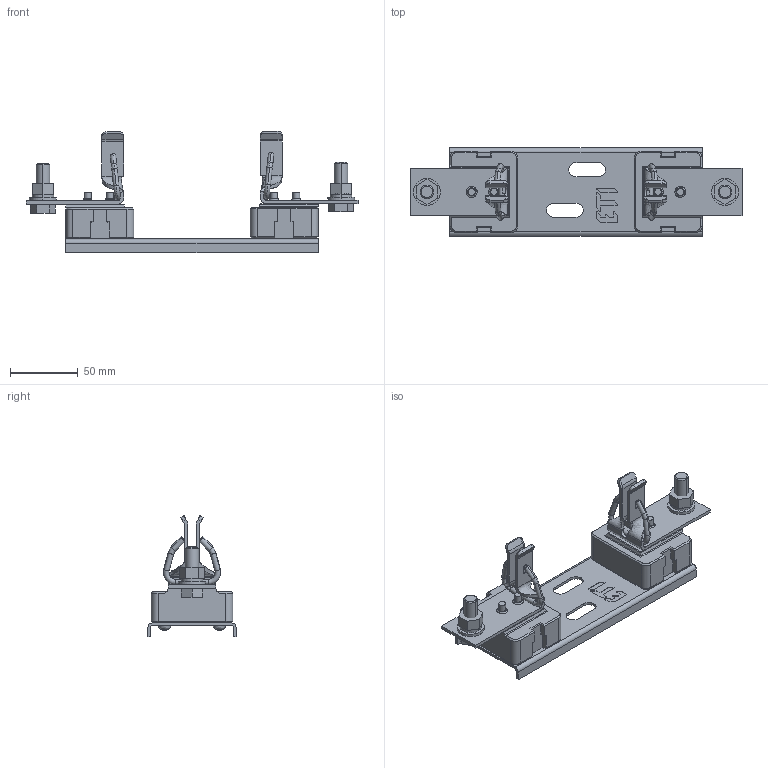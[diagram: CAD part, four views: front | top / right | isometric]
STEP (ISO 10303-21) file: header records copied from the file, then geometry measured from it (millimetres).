
FILE_DESCRIPTION((''),'2;1');
FILE_NAME('ASM0001_ASM','2022-05-03T09:03:26',('klemen.sitar'),('Audax d.o.o.'),'CREO PARAMETRIC BY PTC INC, 2021304','CREO PARAMETRIC BY PTC INC, 2021304','');
FILE_SCHEMA(('AP242_MANAGED_MODEL_BASED_3D_ENGINEERING_MIM_LF { 1 0 10303 442 1 1 4 }'));
Products named in the file (19): PRT0002; PRT0003; PRT0009_1_1_1_1_1; PRT0010_1_2_1_1_1; PRT0003_1_1_1_1; PRT0002_1_2_1_1; PRT0005; PRT0006; CERAMIC; PRT0007; PRT0008; M; I; PRT0010_1_1_1_1_1; PRT0003_1_2_1_1; PRT0002_1_3_1_1; PRT0009_1_2_1_1_1; ETI_LOGO; ASM0001_ASM
Assembly tree (18 placements, depth 2):
  ASM0001_ASM
    PRT0002
    PRT0003
    PRT0009_1_1_1_1_1
    PRT0010_1_2_1_1_1
    PRT0003_1_1_1_1
    PRT0002_1_2_1_1
    PRT0005
    PRT0006
    CERAMIC
    PRT0007
    PRT0008
    M
    I
    PRT0010_1_1_1_1_1
    PRT0003_1_2_1_1
    PRT0002_1_3_1_1
    PRT0009_1_2_1_1_1
    ETI_LOGO
Bounding box: 244.97 x 65 x 89.3 mm (x, y, z)
Volume: 184374.4 mm3; surface area: 83283.8 mm2
Topology: 18 solids, 28 shells, 633 faces, 1532 edges, 958 vertices
Faces by surface type: plane 385, cylinder 150, bspline 33, cone 32, torus 24, sphere 8, extrusion 1
Entity records: 62325 total; most frequent: CARTESIAN_POINT 36122, DIRECTION 3179, ORIENTED_EDGE 3008, PRESENTATION_STYLE_ASSIGNMENT 2149, STYLED_ITEM 2149, CURVE_STYLE 1546, EDGE_CURVE 1520, AXIS2_PLACEMENT_3D 1083
